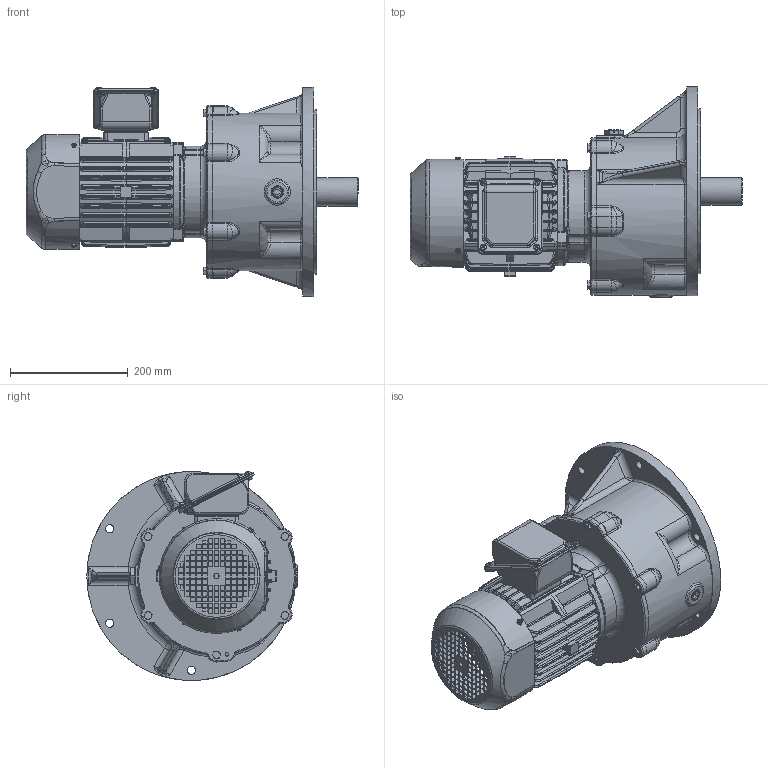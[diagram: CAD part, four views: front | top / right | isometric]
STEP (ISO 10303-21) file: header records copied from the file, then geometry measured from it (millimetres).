
FILE_DESCRIPTION (( 'STEP AP214' ), '1' );
FILE_NAME ('EK2DO07157H001_FVB_1.5kW_R75.stp', '2022-06-17T04:55:17', ( 'Windows 餌辨濠' ), ( '' ), 'SwSTEP 2.0', 'SolidWorks 2021', '' );
FILE_SCHEMA (( 'AUTOMOTIVE_DESIGN' ));
Length unit declared in the file: millimetre
Products named in the file (1): EK2DO07157H001_FVB_1.5kW_R75
Bounding box: 563.6 x 357.18 x 355 mm (x, y, z)
Volume: 17565643.2 mm3; surface area: 1114006.2 mm2
Topology: 34 solids, 34 shells, 3113 faces, 8036 edges, 5001 vertices
Faces by surface type: cylinder 1161, plane 1116, bspline 533, torus 133, cone 125, sphere 45
Full cylindrical faces by diameter (mm): 1.5 x1, 4.917 x8, 5 x3, 6 x9, 6.647 x24, 7 x8, 8 x16, 9 x10, 10 x1, 10.5 x4, 11.6 x6, 14 x6, 14.95 x4, 18 x1, 20 x1, 25 x1, 26 x1, 36.6 x2, 40 x2, 45 x1, 48 x1, 50 x1, 50.4 x2, 52.7 x2, 54.8 x1, 55 x1, 60 x1, 62 x1, 68 x1, 72 x2
Entity records: 150072 total; most frequent: CARTESIAN_POINT 44644, ORIENTED_EDGE 15318, DIRECTION 13824, EDGE_CURVE 7659, AXIS2_PLACEMENT_3D 5126, VERTEX_POINT 4893, EDGE_LOOP 3708, VECTOR 3572
